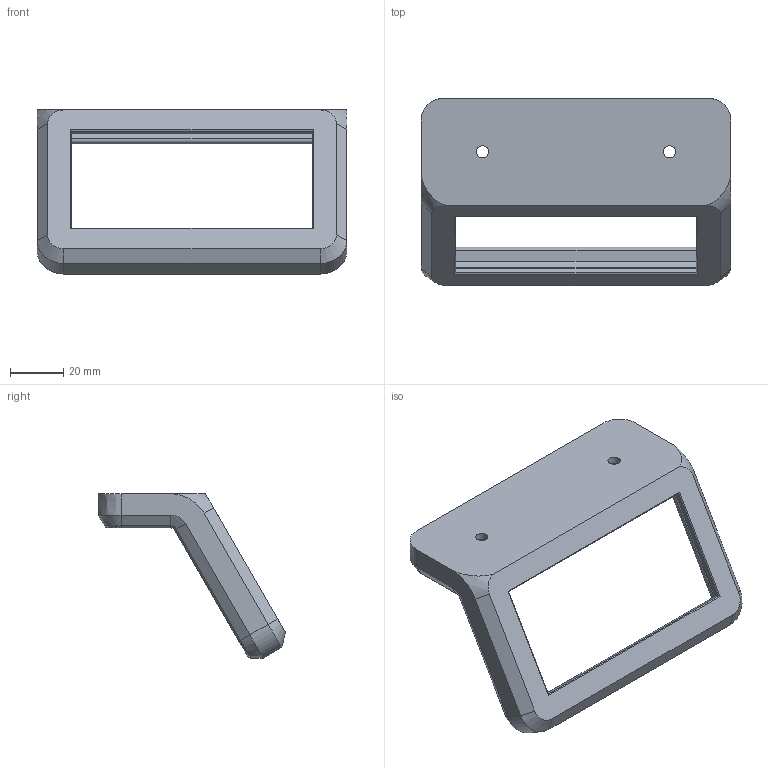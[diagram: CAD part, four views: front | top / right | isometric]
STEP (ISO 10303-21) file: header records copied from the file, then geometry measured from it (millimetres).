
FILE_DESCRIPTION(/* description */ (''),/* implementation_level */ '2;1');
FILE_NAME(/* name */ 'DRO Display.step',/* time_stamp */ '2024-01-19T23:52:54+01:00',/* author */ (''),/* organization */ (''),/* preprocessor_version */ 'ST-DEVELOPER v20',/* originating_system */ 'Autodesk Translation Framework v12.14.0.127',/* authorisation */ '');
FILE_SCHEMA (('AUTOMOTIVE_DESIGN { 1 0 10303 214 3 1 1 }'));
Length unit declared in the file: millimetre
Products named in the file (1): DRO Display
Bounding box: 116 x 70 x 61.43 mm (x, y, z)
Volume: 34650.9 mm3; surface area: 26315.7 mm2
Topology: 1 solids, 1 shells, 84 faces, 190 edges, 108 vertices
Faces by surface type: plane 42, bspline 26, cylinder 12, cone 4
Full cylindrical faces by diameter (mm): 4.6 x2
Entity records: 5655 total; most frequent: CARTESIAN_POINT 3929, ORIENTED_EDGE 380, DIRECTION 280, EDGE_CURVE 190, VERTEX_POINT 108, LINE 106, VECTOR 106, EDGE_LOOP 90
